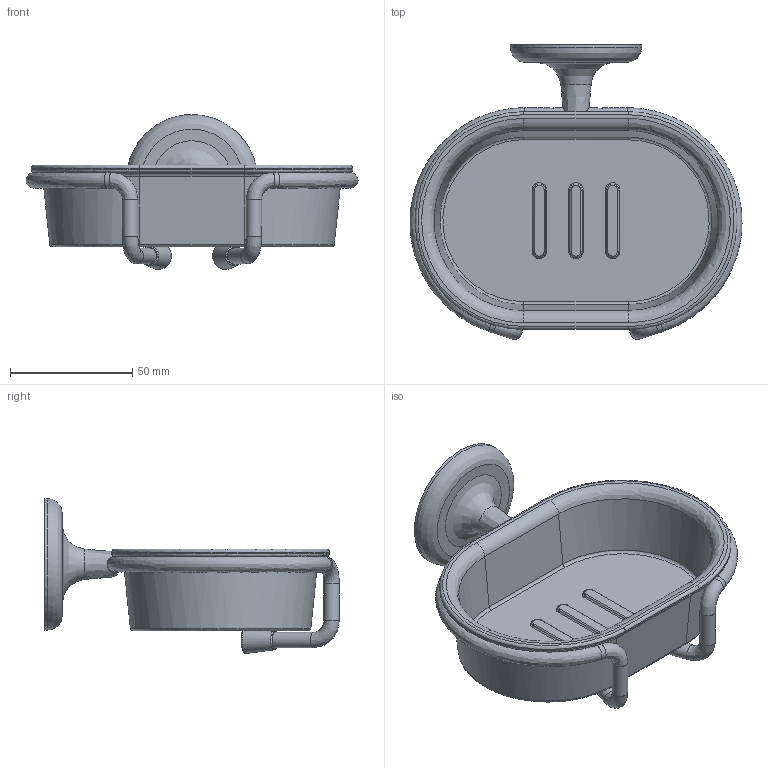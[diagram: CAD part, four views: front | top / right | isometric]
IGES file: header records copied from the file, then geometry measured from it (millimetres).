
Global section: file name: N1034; native system: Autodesk Inventor 2018; preprocessor: unknown; author: adaniels; date: 20190705.122225; units: millimetre
Bounding box: 135.85 x 120.59 x 63.41 mm (x, y, z)
Volume: 82094.4 mm3; surface area: 53094.9 mm2
Topology: 2 solids, 2 shells, 116 faces, 276 edges, 174 vertices
Faces by surface type: bspline 116
